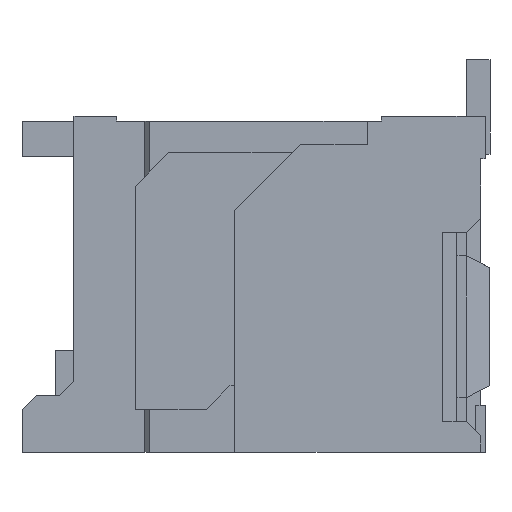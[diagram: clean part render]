
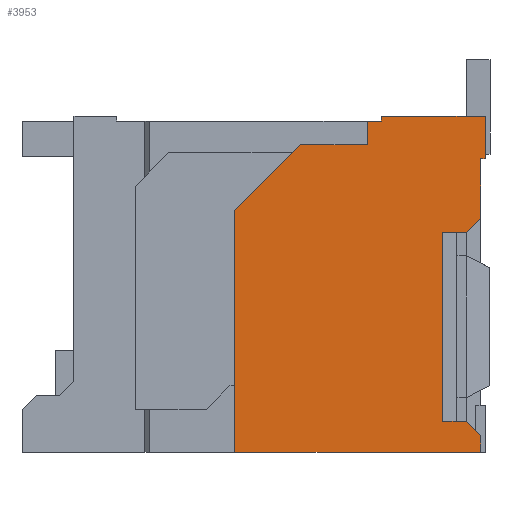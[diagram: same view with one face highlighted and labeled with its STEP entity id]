
A CAD part, left-side view. The second image highlights one B-rep face of the part: STEP entity #3953.
In plain terms, the highlighted planar face has unit normal (-1, 0, 0).
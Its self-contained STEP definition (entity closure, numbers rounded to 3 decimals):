
#401=DIRECTION('',(0.,0.707,0.707));
#402=VECTOR('',#401,0.424);
#403=CARTESIAN_POINT('',(-6.,-4.75,-3.8));
#404=LINE('',#403,#402);
#405=DIRECTION('',(0.,0.,1.));
#406=VECTOR('',#405,0.355);
#407=CARTESIAN_POINT('',(-6.,-4.75,-4.155));
#408=LINE('',#407,#406);
#409=DIRECTION('',(0.,-1.,0.));
#410=VECTOR('',#409,5.2);
#411=CARTESIAN_POINT('',(-6.,0.45,-4.155));
#412=LINE('',#411,#410);
#413=DIRECTION('',(0.,0.,-1.));
#414=VECTOR('',#413,5.11);
#415=CARTESIAN_POINT('',(-6.,0.45,0.955));
#416=LINE('',#415,#414);
#417=DIRECTION('',(0.,0.707,-0.707));
#418=VECTOR('',#417,1.98);
#419=CARTESIAN_POINT('',(-6.,-0.95,2.355));
#420=LINE('',#419,#418);
#421=DIRECTION('',(0.,1.,0.));
#422=VECTOR('',#421,1.4);
#423=CARTESIAN_POINT('',(-6.,-2.35,2.355));
#424=LINE('',#423,#422);
#425=DIRECTION('',(0.,0.,-1.));
#426=VECTOR('',#425,0.5);
#427=CARTESIAN_POINT('',(-6.,-2.35,2.855));
#428=LINE('',#427,#426);
#429=DIRECTION('',(0.,1.,0.));
#430=VECTOR('',#429,0.3);
#431=CARTESIAN_POINT('',(-6.,-2.65,2.855));
#432=LINE('',#431,#430);
#433=DIRECTION('',(0.,1.,0.));
#434=VECTOR('',#433,2.2);
#435=CARTESIAN_POINT('',(-6.,-4.85,2.955));
#436=LINE('',#435,#434);
#437=DIRECTION('',(0.,-1.,0.));
#438=VECTOR('',#437,0.1);
#439=CARTESIAN_POINT('',(-6.,-4.75,2.055));
#440=LINE('',#439,#438);
#441=DIRECTION('',(0.,0.,1.));
#442=VECTOR('',#441,1.255);
#443=CARTESIAN_POINT('',(-6.,-4.75,0.8));
#444=LINE('',#443,#442);
#445=DIRECTION('',(0.,-0.707,0.707));
#446=VECTOR('',#445,0.424);
#447=CARTESIAN_POINT('',(-6.,-4.45,0.5));
#448=LINE('',#447,#446);
#449=DIRECTION('',(0.,0.,-1.));
#450=VECTOR('',#449,4.);
#451=CARTESIAN_POINT('',(-6.,-3.95,0.5));
#452=LINE('',#451,#450);
#457=DIRECTION('',(0.,-1.,0.));
#458=VECTOR('',#457,0.5);
#459=CARTESIAN_POINT('',(-6.,-3.95,-3.5));
#460=LINE('',#459,#458);
#493=DIRECTION('',(0.,1.,0.));
#494=VECTOR('',#493,0.5);
#495=CARTESIAN_POINT('',(-6.,-4.45,0.5));
#496=LINE('',#495,#494);
#937=DIRECTION('',(0.,0.,1.));
#938=VECTOR('',#937,0.1);
#939=CARTESIAN_POINT('',(-6.,-2.65,2.855));
#940=LINE('',#939,#938);
#969=DIRECTION('',(0.,0.,-1.));
#970=VECTOR('',#969,0.9);
#971=CARTESIAN_POINT('',(-6.,-4.85,2.955));
#972=LINE('',#971,#970);
#2531=CARTESIAN_POINT('',(-6.,-4.75,-4.155));
#2532=VERTEX_POINT('',#2531);
#2533=CARTESIAN_POINT('',(-6.,0.45,-4.155));
#2534=VERTEX_POINT('',#2533);
#2753=CARTESIAN_POINT('',(-6.,-3.95,-3.5));
#2754=CARTESIAN_POINT('',(-6.,-4.45,-3.5));
#2755=VERTEX_POINT('',#2753);
#2756=VERTEX_POINT('',#2754);
#2757=CARTESIAN_POINT('',(-6.,-4.75,-3.8));
#2758=VERTEX_POINT('',#2757);
#2763=CARTESIAN_POINT('',(-6.,-0.95,2.355));
#2764=CARTESIAN_POINT('',(-6.,0.45,0.955));
#2765=VERTEX_POINT('',#2763);
#2766=VERTEX_POINT('',#2764);
#2767=CARTESIAN_POINT('',(-6.,-2.35,2.355));
#2768=VERTEX_POINT('',#2767);
#2769=CARTESIAN_POINT('',(-6.,-4.45,0.5));
#2770=VERTEX_POINT('',#2769);
#2771=CARTESIAN_POINT('',(-6.,-3.95,0.5));
#2772=VERTEX_POINT('',#2771);
#2774=CARTESIAN_POINT('',(-6.,-4.85,2.955));
#2776=VERTEX_POINT('',#2774);
#2777=CARTESIAN_POINT('',(-6.,-4.85,2.055));
#2778=VERTEX_POINT('',#2777);
#2781=CARTESIAN_POINT('',(-6.,-2.65,2.955));
#2783=VERTEX_POINT('',#2781);
#2875=CARTESIAN_POINT('',(-6.,-2.65,2.855));
#2877=VERTEX_POINT('',#2875);
#2879=CARTESIAN_POINT('',(-6.,-2.35,2.855));
#2880=VERTEX_POINT('',#2879);
#2909=CARTESIAN_POINT('',(-6.,-4.75,0.8));
#2910=VERTEX_POINT('',#2909);
#2911=CARTESIAN_POINT('',(-6.,-4.75,2.055));
#2912=VERTEX_POINT('',#2911);
#3916=CARTESIAN_POINT('',(-6.,-1.05,0.855));
#3917=DIRECTION('',(1.,0.,0.));
#3918=DIRECTION('',(0.,0.,-1.));
#3919=AXIS2_PLACEMENT_3D('',#3916,#3917,#3918);
#3920=PLANE('',#3919);
#3922=ORIENTED_EDGE('',*,*,#3921,.T.);
#3924=ORIENTED_EDGE('',*,*,#3923,.T.);
#3926=ORIENTED_EDGE('',*,*,#3925,.F.);
#3928=ORIENTED_EDGE('',*,*,#3927,.F.);
#3929=ORIENTED_EDGE('',*,*,#3523,.F.);
#3931=ORIENTED_EDGE('',*,*,#3930,.F.);
#3933=ORIENTED_EDGE('',*,*,#3932,.F.);
#3935=ORIENTED_EDGE('',*,*,#3934,.F.);
#3936=ORIENTED_EDGE('',*,*,#3903,.F.);
#3937=ORIENTED_EDGE('',*,*,#3338,.F.);
#3939=ORIENTED_EDGE('',*,*,#3938,.T.);
#3941=ORIENTED_EDGE('',*,*,#3940,.F.);
#3943=ORIENTED_EDGE('',*,*,#3942,.T.);
#3945=ORIENTED_EDGE('',*,*,#3944,.F.);
#3946=ORIENTED_EDGE('',*,*,#3414,.F.);
#3948=ORIENTED_EDGE('',*,*,#3947,.F.);
#3950=ORIENTED_EDGE('',*,*,#3949,.T.);
#3951=EDGE_LOOP('',(#3922,#3924,#3926,#3928,#3929,#3931,#3933,#3935,#3936,#3937,
#3939,#3941,#3943,#3945,#3946,#3948,#3950));
#3952=FACE_OUTER_BOUND('',#3951,.F.);
#3953=ADVANCED_FACE('',(#3952),#3920,.F.);
#3338=EDGE_CURVE('',#2877,#2880,#432,.T.);
#3414=EDGE_CURVE('',#2910,#2912,#444,.T.);
#3523=EDGE_CURVE('',#2534,#2532,#412,.T.);
#3903=EDGE_CURVE('',#2880,#2768,#428,.T.);
#3921=EDGE_CURVE('',#2772,#2755,#452,.T.);
#3923=EDGE_CURVE('',#2755,#2756,#460,.T.);
#3925=EDGE_CURVE('',#2758,#2756,#404,.T.);
#3927=EDGE_CURVE('',#2532,#2758,#408,.T.);
#3930=EDGE_CURVE('',#2766,#2534,#416,.T.);
#3932=EDGE_CURVE('',#2765,#2766,#420,.T.);
#3934=EDGE_CURVE('',#2768,#2765,#424,.T.);
#3938=EDGE_CURVE('',#2877,#2783,#940,.T.);
#3940=EDGE_CURVE('',#2776,#2783,#436,.T.);
#3942=EDGE_CURVE('',#2776,#2778,#972,.T.);
#3944=EDGE_CURVE('',#2912,#2778,#440,.T.);
#3947=EDGE_CURVE('',#2770,#2910,#448,.T.);
#3949=EDGE_CURVE('',#2770,#2772,#496,.T.);
